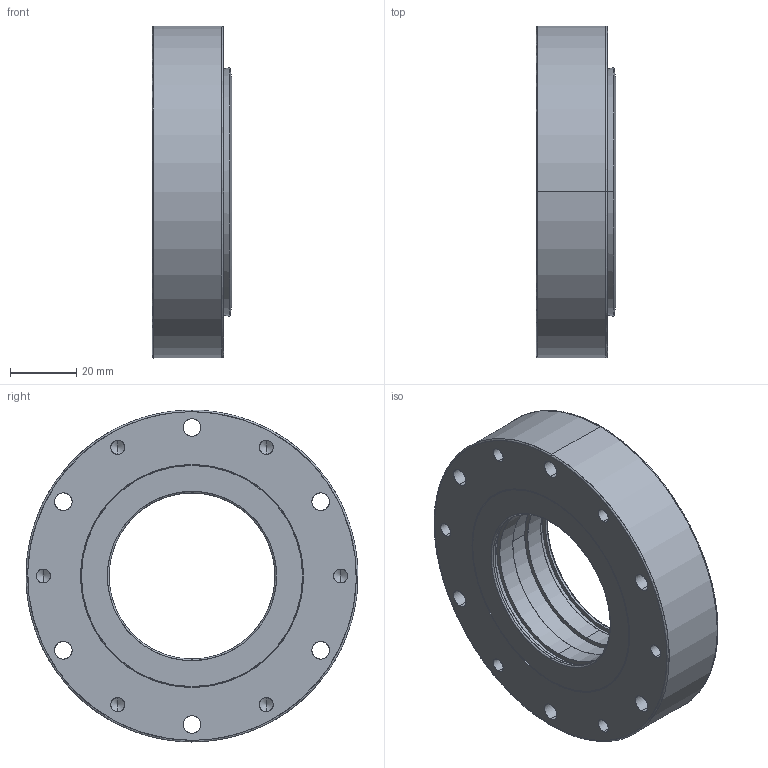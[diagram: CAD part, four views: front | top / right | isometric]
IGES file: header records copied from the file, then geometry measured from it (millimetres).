
Start section: SolidWorks IGES file using analytic representation for surfaces
Global section: file name: OAV-TPR050MX_basic.IGS; native system: SolidWorks 2014; preprocessor: SolidWorks 2014; author: Ayberk; date: 210205.064702; units: inch
Bounding box: 24 x 100 x 100 mm (x, y, z)
Surface area: 37250.9 mm2 (no closed solid volume)
Topology: 0 solids, 0 shells, 118 faces, 2840 edges, 2816 vertices
Faces by surface type: revolution 94, bspline 24
